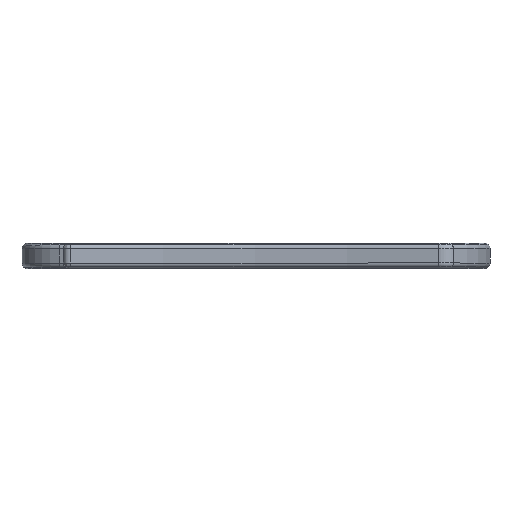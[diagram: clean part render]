
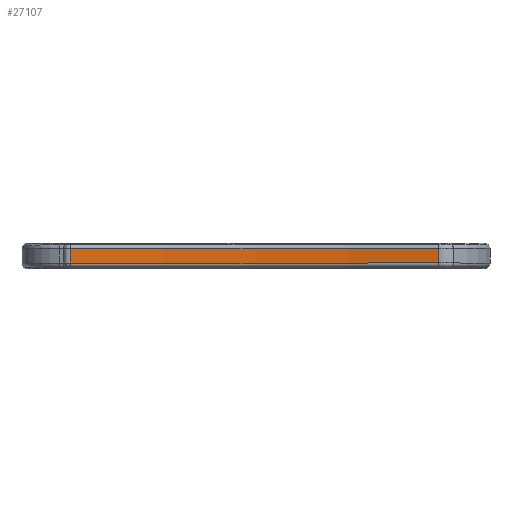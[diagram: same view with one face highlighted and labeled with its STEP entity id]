
A CAD part, top view. The second image highlights one B-rep face of the part: STEP entity #27107.
In plain terms, the highlighted cylindrical face has radius 340.735 mm (diameter 681.469 mm), a partial arc.
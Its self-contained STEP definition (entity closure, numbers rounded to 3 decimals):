
#2330=CIRCLE('',#29898,340.735);
#2348=CIRCLE('',#29927,340.735);
#2783=CYLINDRICAL_SURFACE('',#29926,340.735);
#4681=FACE_OUTER_BOUND('',#6322,.T.);
#6322=EDGE_LOOP('',(#24700,#24701,#24702,#24703));
#7837=LINE('',#53687,#9335);
#7838=LINE('',#53691,#9336);
#9335=VECTOR('',#36995,10.);
#9336=VECTOR('',#37000,10.);
#12839=VERTEX_POINT('',#53638);
#12841=VERTEX_POINT('',#53644);
#12852=VERTEX_POINT('',#53686);
#12853=VERTEX_POINT('',#53690);
#16930=EDGE_CURVE('',#12839,#12841,#2330,.T.);
#16951=EDGE_CURVE('',#12852,#12841,#7837,.T.);
#16953=EDGE_CURVE('',#12853,#12839,#7838,.T.);
#16954=EDGE_CURVE('',#12852,#12853,#2348,.T.);
#24700=ORIENTED_EDGE('',*,*,#16930,.F.);
#24701=ORIENTED_EDGE('',*,*,#16953,.F.);
#24702=ORIENTED_EDGE('',*,*,#16954,.F.);
#24703=ORIENTED_EDGE('',*,*,#16951,.T.);
#27107=ADVANCED_FACE('',(#4681),#2783,.F.);
#29898=AXIS2_PLACEMENT_3D('',#53645,#36937,#36938);
#29926=AXIS2_PLACEMENT_3D('',#53689,#36998,#36999);
#29927=AXIS2_PLACEMENT_3D('',#53692,#37001,#37002);
#36937=DIRECTION('center_axis',(0.,-1.,0.));
#36938=DIRECTION('ref_axis',(0.044,0.,-0.999));
#36995=DIRECTION('',(0.,1.,0.));
#36998=DIRECTION('center_axis',(0.,1.,0.));
#36999=DIRECTION('ref_axis',(0.215,0.,-0.977));
#37000=DIRECTION('',(0.,1.,0.));
#37001=DIRECTION('center_axis',(0.,1.,0.));
#37002=DIRECTION('ref_axis',(0.044,0.,-0.999));
#53638=CARTESIAN_POINT('',(-34.178,6.293,27.069));
#53644=CARTESIAN_POINT('',(82.305,6.293,32.227));
#53645=CARTESIAN_POINT('Origin',(9.212,6.293,365.03));
#53686=CARTESIAN_POINT('',(82.305,1.707,32.227));
#53687=CARTESIAN_POINT('',(82.305,0.,32.227));
#53689=CARTESIAN_POINT('Origin',(9.212,0.,365.03));
#53690=CARTESIAN_POINT('',(-34.178,1.707,27.069));
#53691=CARTESIAN_POINT('',(-34.178,0.,27.069));
#53692=CARTESIAN_POINT('Origin',(9.212,1.707,365.03));
